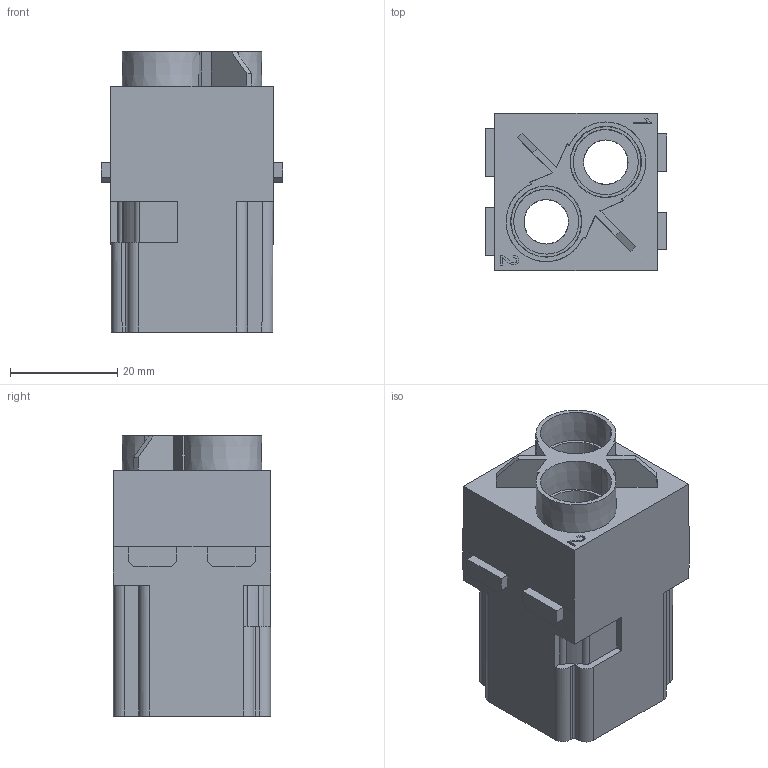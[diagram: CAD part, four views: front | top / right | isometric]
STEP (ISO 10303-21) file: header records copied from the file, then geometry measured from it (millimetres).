
FILE_DESCRIPTION(('CATIA V5 STEP Exchange','CAx-IF Rec.Pracs.--- Model Styling and Organization---1.5--- 2016-08-15','CAx-IF Rec.Pracs.---Supplemental Geometry---1.0---2011-11-01','CAx-IF Rec.Pracs.--- Composite Materials ---1.1---2010-07-15'),'2;1');
FILE_NAME ('2183698-2_1', '2025-10-29T10:36:00+00:00', ('none'), ('Weidmueller'), 'CATIA Version 5-6 Release 2024 SP4', 'CATIA V5 STEP AP214 v3', 'none');
FILE_SCHEMA(('AUTOMOTIVE_DESIGN { 1 0 10303 214 1 1 1 1 }'));
Length unit declared in the file: millimetre
Products named in the file (1): 3157240000
Bounding box: 33.79 x 29.3 x 52.2 mm (x, y, z)
Volume: 23027.4 mm3; surface area: 13036.4 mm2
Topology: 1 solids, 1 shells, 278 faces, 801 edges, 538 vertices
Faces by surface type: plane 225, cylinder 39, cone 14
Entity records: 9272 total; most frequent: CARTESIAN_POINT 2182, ORIENTED_EDGE 1602, DIRECTION 1226, EDGE_CURVE 801, VECTOR 668, LINE 668, VERTEX_POINT 538, AXIS2_PLACEMENT_3D 310
